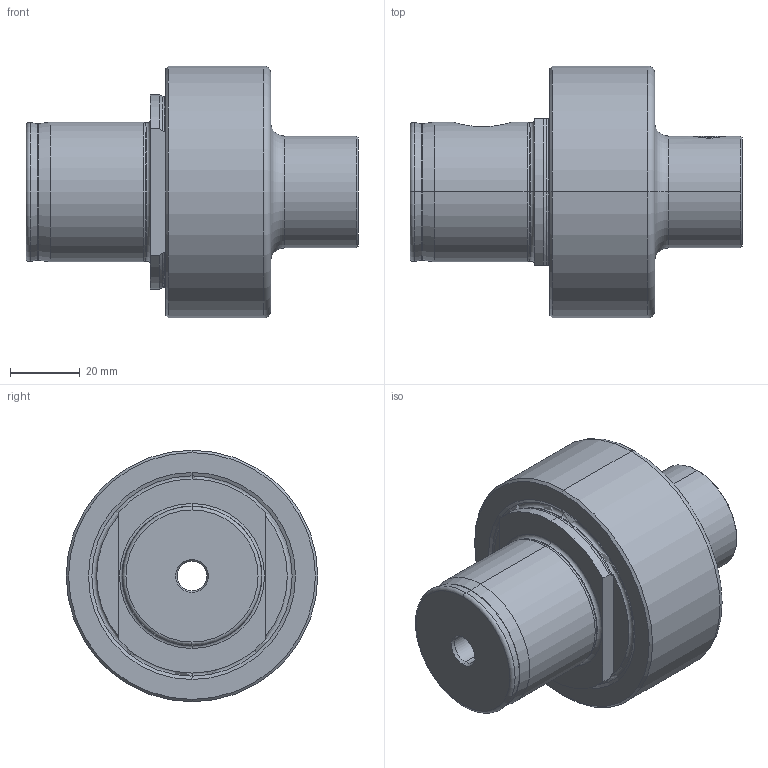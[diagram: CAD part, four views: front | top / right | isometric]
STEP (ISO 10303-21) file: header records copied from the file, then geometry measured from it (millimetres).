
FILE_DESCRIPTION (( 'STEP AP203' ), '1' );
FILE_NAME ('122.720.321.STEP', '2018-03-13T13:51:41', ( 'SWIAdmin' ), ( 'Hewlett-Packard Company' ), 'SwSTEP 2.0', 'SolidWorks 2017', '' );
FILE_SCHEMA (( 'CONFIG_CONTROL_DESIGN' ));
Length unit declared in the file: millimetre
Products named in the file (3): 122.720.321; MB7-MB3.K01.055_C; MB3-ER1.001.011_A
Assembly tree (2 placements, depth 2):
  122.720.321
    MB7-MB3.K01.055_C
    MB3-ER1.001.011_A
Bounding box: 95 x 72 x 72 mm (x, y, z)
Volume: 184474 mm3; surface area: 25959.6 mm2
Topology: 2 solids, 2 shells, 137 faces, 317 edges, 187 vertices
Faces by surface type: cone 43, cylinder 35, plane 35, torus 24
Entity records: 4614 total; most frequent: CARTESIAN_POINT 1150, DIRECTION 729, ORIENTED_EDGE 630, EDGE_CURVE 315, AXIS2_PLACEMENT_3D 308, VERTEX_POINT 187, CIRCLE 166, EDGE_LOOP 148
